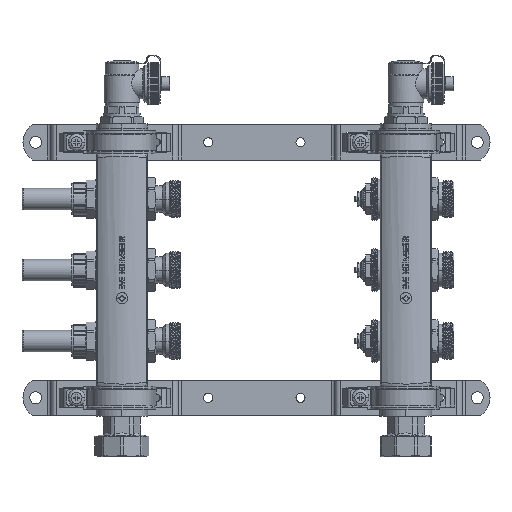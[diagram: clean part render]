
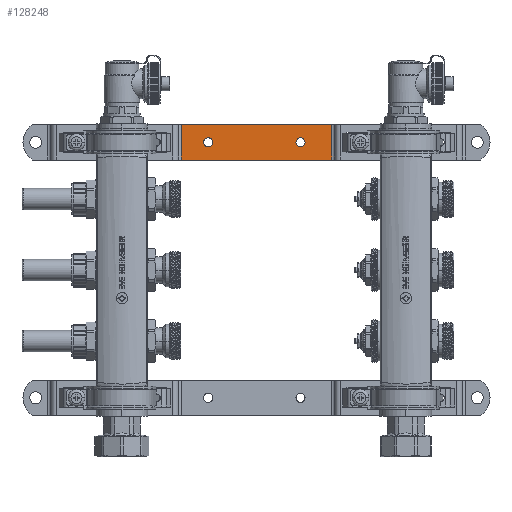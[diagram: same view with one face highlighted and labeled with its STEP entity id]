
A CAD part, left-side view. The second image highlights one B-rep face of the part: STEP entity #128248.
In plain terms, the highlighted planar face has unit normal (-1, 0, 0).
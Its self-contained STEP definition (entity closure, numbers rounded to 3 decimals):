
#34232=DIRECTION('',(0.,1.,0.));
#34233=VECTOR('',#34232,106.);
#34234=CARTESIAN_POINT('',(29.5,-147.8,102.5));
#34235=LINE('',#34234,#34233);
#34357=DIRECTION('',(0.,0.,-1.));
#34358=VECTOR('',#34357,25.);
#34359=CARTESIAN_POINT('',(29.5,-147.8,102.5));
#34360=LINE('',#34359,#34358);
#34361=DIRECTION('',(0.,0.,-1.));
#34362=VECTOR('',#34361,25.);
#34363=CARTESIAN_POINT('',(29.5,-41.8,102.5));
#34364=LINE('',#34363,#34362);
#34365=CARTESIAN_POINT('',(29.5,-60.8,90.));
#34366=DIRECTION('',(1.,0.,0.));
#34367=DIRECTION('',(0.,0.,-1.));
#34368=AXIS2_PLACEMENT_3D('',#34365,#34366,#34367);
#34370=CARTESIAN_POINT('',(29.5,-60.8,90.));
#34371=DIRECTION('',(1.,0.,0.));
#34372=DIRECTION('',(0.,0.,1.));
#34373=AXIS2_PLACEMENT_3D('',#34370,#34371,#34372);
#34375=CARTESIAN_POINT('',(29.5,-125.8,90.));
#34376=DIRECTION('',(1.,0.,0.));
#34377=DIRECTION('',(0.,0.,-1.));
#34378=AXIS2_PLACEMENT_3D('',#34375,#34376,#34377);
#34380=CARTESIAN_POINT('',(29.5,-125.8,90.));
#34381=DIRECTION('',(1.,0.,0.));
#34382=DIRECTION('',(0.,0.,1.));
#34383=AXIS2_PLACEMENT_3D('',#34380,#34381,#34382);
#34429=DIRECTION('',(0.,1.,0.));
#34430=VECTOR('',#34429,106.);
#34431=CARTESIAN_POINT('',(29.5,-147.8,77.5));
#34432=LINE('',#34431,#34430);
#79942=CARTESIAN_POINT('',(29.5,-147.8,102.5));
#79943=CARTESIAN_POINT('',(29.5,-41.8,102.5));
#79944=VERTEX_POINT('',#79942);
#79945=VERTEX_POINT('',#79943);
#79946=CARTESIAN_POINT('',(29.5,-147.8,77.5));
#79947=CARTESIAN_POINT('',(29.5,-41.8,77.5));
#79948=VERTEX_POINT('',#79946);
#79949=VERTEX_POINT('',#79947);
#80484=CARTESIAN_POINT('',(29.5,-60.8,86.8));
#80485=VERTEX_POINT('',#80484);
#80486=CARTESIAN_POINT('',(29.5,-60.8,93.2));
#80487=VERTEX_POINT('',#80486);
#80722=CARTESIAN_POINT('',(29.5,-125.8,86.8));
#80723=CARTESIAN_POINT('',(29.5,-125.8,93.2));
#80724=VERTEX_POINT('',#80722);
#80725=VERTEX_POINT('',#80723);
#128223=CARTESIAN_POINT('',(29.5,-149.8,102.5));
#128224=DIRECTION('',(-1.,0.,0.));
#128225=DIRECTION('',(0.,1.,0.));
#128226=AXIS2_PLACEMENT_3D('',#128223,#128224,#128225);
#128227=PLANE('',#128226);
#128228=ORIENTED_EDGE('',*,*,#128043,.F.);
#128230=ORIENTED_EDGE('',*,*,#128229,.T.);
#128232=ORIENTED_EDGE('',*,*,#128231,.T.);
#128233=ORIENTED_EDGE('',*,*,#128215,.F.);
#128234=EDGE_LOOP('',(#128228,#128230,#128232,#128233));
#128235=FACE_OUTER_BOUND('',#128234,.F.);
#128237=ORIENTED_EDGE('',*,*,#128236,.F.);
#128239=ORIENTED_EDGE('',*,*,#128238,.F.);
#128240=EDGE_LOOP('',(#128237,#128239));
#128241=FACE_BOUND('',#128240,.F.);
#128243=ORIENTED_EDGE('',*,*,#128242,.F.);
#128245=ORIENTED_EDGE('',*,*,#128244,.F.);
#128246=EDGE_LOOP('',(#128243,#128245));
#128247=FACE_BOUND('',#128246,.F.);
#128248=ADVANCED_FACE('',(#128235,#128241,#128247),#128227,.T.);
#34369=CIRCLE('',#34368,3.2);
#34374=CIRCLE('',#34373,3.2);
#34379=CIRCLE('',#34378,3.2);
#34384=CIRCLE('',#34383,3.2);
#128043=EDGE_CURVE('',#79944,#79945,#34235,.T.);
#128215=EDGE_CURVE('',#79945,#79949,#34364,.T.);
#128229=EDGE_CURVE('',#79944,#79948,#34360,.T.);
#128231=EDGE_CURVE('',#79948,#79949,#34432,.T.);
#128236=EDGE_CURVE('',#80485,#80487,#34369,.T.);
#128238=EDGE_CURVE('',#80487,#80485,#34374,.T.);
#128242=EDGE_CURVE('',#80724,#80725,#34379,.T.);
#128244=EDGE_CURVE('',#80725,#80724,#34384,.T.);
